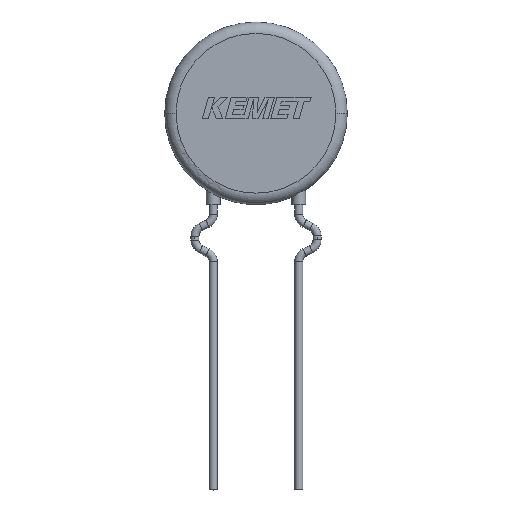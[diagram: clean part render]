
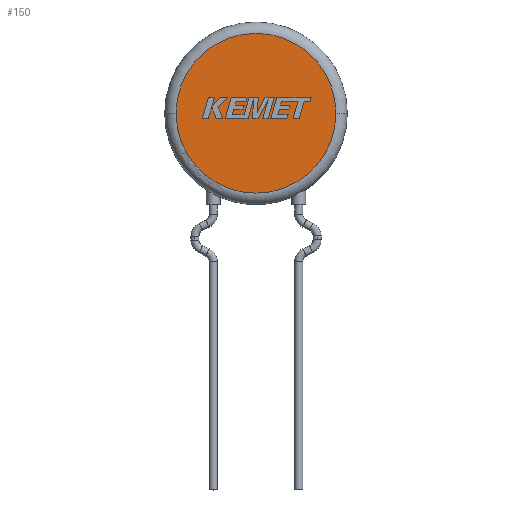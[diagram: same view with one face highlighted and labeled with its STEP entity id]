
A CAD part, top view. The second image highlights one B-rep face of the part: STEP entity #150.
In plain terms, the highlighted planar face has unit normal (0, 0, 1).
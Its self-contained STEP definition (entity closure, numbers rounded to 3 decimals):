
#126 = ORIENTED_EDGE ( 'NONE', *, *, #1338, .T. ) ;
#130 = DIRECTION ( 'NONE',  ( 0., 0., 1. ) ) ;
#150 = ADVANCED_FACE ( 'NONE', ( #2670 ), #675, .T. ) ;
#390 = DIRECTION ( 'NONE',  ( 0., 0., 1. ) ) ;
#520 = AXIS2_PLACEMENT_3D ( 'NONE', #702, #390, #2395 ) ;
#571 = DIRECTION ( 'NONE',  ( 1., 0., 0. ) ) ;
#675 = PLANE ( 'NONE',  #1707 ) ;
#702 = CARTESIAN_POINT ( 'NONE',  ( 0., 0., 5. ) ) ;
#1120 = EDGE_LOOP ( 'NONE', ( #2436, #126 ) ) ;
#1338 = EDGE_CURVE ( 'NONE', #4199, #1859, #3151, .T. ) ;
#1470 = AXIS2_PLACEMENT_3D ( 'NONE', #2354, #4328, #571 ) ;
#1519 = DIRECTION ( 'NONE',  ( 1., 0., 0. ) ) ;
#1607 = CARTESIAN_POINT ( 'NONE',  ( 7., 0., 5. ) ) ;
#1707 = AXIS2_PLACEMENT_3D ( 'NONE', #3186, #130, #1519 ) ;
#1859 = VERTEX_POINT ( 'NONE', #1607 ) ;
#2354 = CARTESIAN_POINT ( 'NONE',  ( 0., 0., 5. ) ) ;
#2395 = DIRECTION ( 'NONE',  ( 1., 0., 0. ) ) ;
#2436 = ORIENTED_EDGE ( 'NONE', *, *, #2626, .T. ) ;
#2601 = CIRCLE ( 'NONE', #520, 7. ) ;
#2626 = EDGE_CURVE ( 'NONE', #1859, #4199, #2601, .T. ) ;
#2670 = FACE_OUTER_BOUND ( 'NONE', #1120, .T. ) ;
#3151 = CIRCLE ( 'NONE', #1470, 7. ) ;
#3186 = CARTESIAN_POINT ( 'NONE',  ( 0., 0., 5. ) ) ;
#3859 = CARTESIAN_POINT ( 'NONE',  ( -7., 0., 5. ) ) ;
#4199 = VERTEX_POINT ( 'NONE', #3859 ) ;
#4328 = DIRECTION ( 'NONE',  ( 0., 0., 1. ) ) ;
